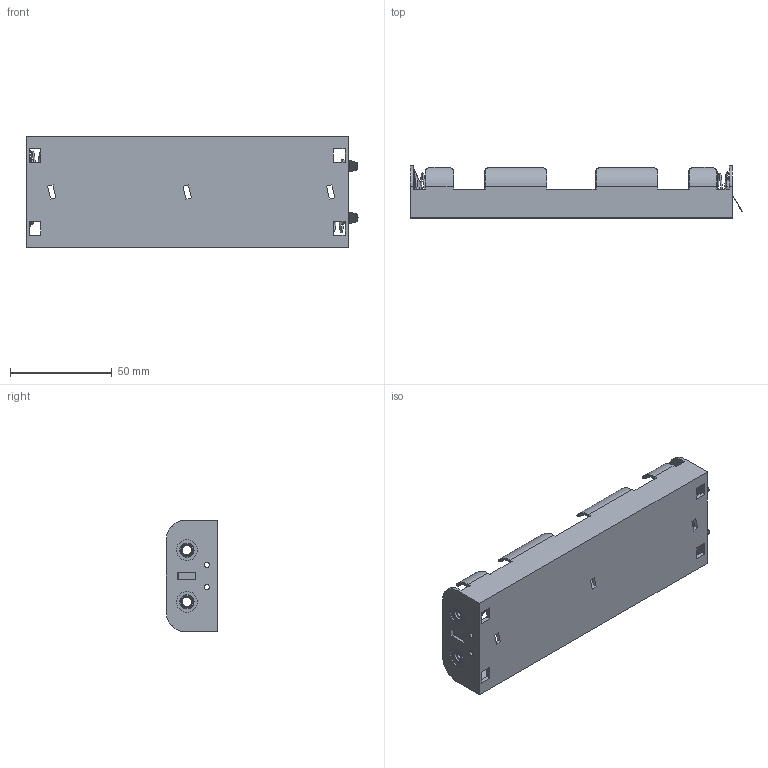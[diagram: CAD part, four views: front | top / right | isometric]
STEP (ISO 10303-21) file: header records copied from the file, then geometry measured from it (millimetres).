
FILE_DESCRIPTION (( 'STEP AP214' ), '1' );
FILE_NAME ('BH26CL.STEP', '2019-11-19T06:16:14', ( '' ), ( '' ), 'SwSTEP 2.0', 'SolidWorks 2017', '' );
FILE_SCHEMA (( 'AUTOMOTIVE_DESIGN' ));
Length unit declared in the file: millimetre
Products named in the file (1): BH26CL
Bounding box: 163.09 x 25.5 x 55 mm (x, y, z)
Volume: 34817.6 mm3; surface area: 39795.2 mm2
Topology: 10 solids, 10 shells, 729 faces, 1856 edges, 1191 vertices
Faces by surface type: plane 387, cylinder 234, torus 72, bspline 36
Entity records: 28320 total; most frequent: CARTESIAN_POINT 10319, DIRECTION 3723, ORIENTED_EDGE 3712, EDGE_CURVE 1856, AXIS2_PLACEMENT_3D 1283, VERTEX_POINT 1191, VECTOR 1157, LINE 1157
